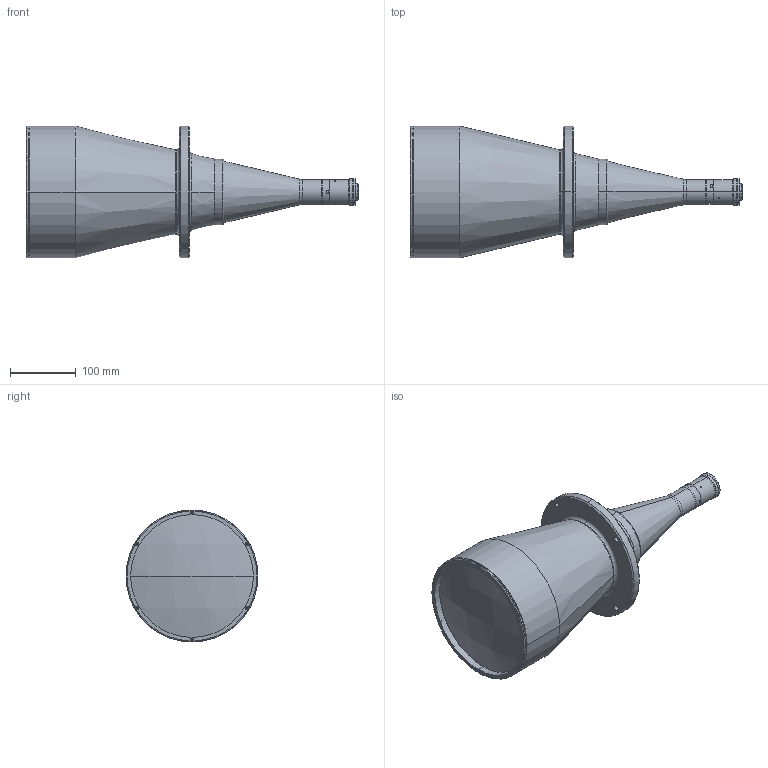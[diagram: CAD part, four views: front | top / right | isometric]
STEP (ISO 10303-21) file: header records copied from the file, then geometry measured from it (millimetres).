
FILE_DESCRIPTION (( 'STEP AP203' ), '1' );
FILE_NAME ('DP26389_TC3MHR144-C.step', '2020-09-04T08:48:23', ( '' ), ( '' ), 'SwSTEP 2.0', 'SolidWorks 2020', '' );
FILE_SCHEMA (( 'CONFIG_CONTROL_DESIGN' ));
Length unit declared in the file: millimetre
Products named in the file (1): DP26389_TC3MHR144-C
Bounding box: 503.04 x 200 x 200 mm (x, y, z)
Surface area: 286631.1 mm2 (no closed solid volume)
Topology: 0 solids, 31 shells, 231 faces, 699 edges, 485 vertices
Faces by surface type: cylinder 87, plane 80, cone 32, torus 30, sphere 2
Entity records: 8335 total; most frequent: CARTESIAN_POINT 1808, DIRECTION 1474, ORIENTED_EDGE 1140, EDGE_CURVE 687, AXIS2_PLACEMENT_3D 585, VERTEX_POINT 485, CIRCLE 353, VECTOR 304
